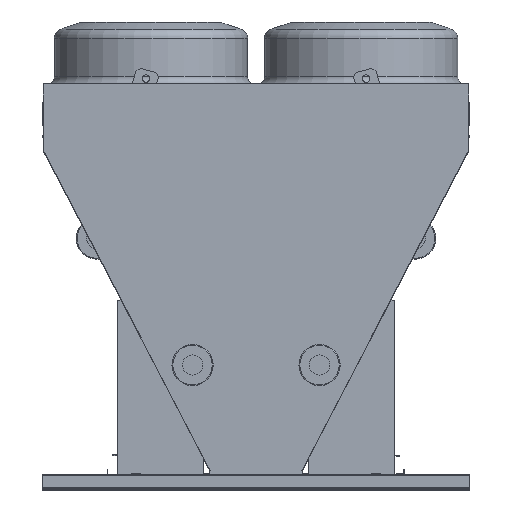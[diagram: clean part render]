
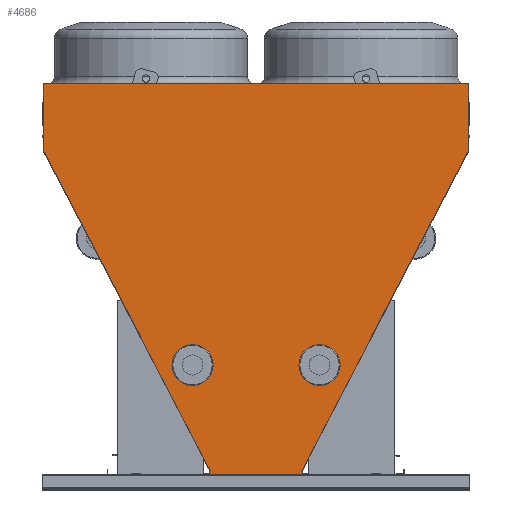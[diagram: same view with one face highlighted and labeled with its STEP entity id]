
A CAD part, top view. The second image highlights one B-rep face of the part: STEP entity #4686.
In plain terms, the highlighted planar face has unit normal (0, 0, 1).
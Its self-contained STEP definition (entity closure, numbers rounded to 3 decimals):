
#34 = DIRECTION ( 'NONE',  ( 0., 1., 0. ) ) ;
#72 = CARTESIAN_POINT ( 'NONE',  ( -1127.739, 1711.053, 0. ) ) ;
#81 = EDGE_CURVE ( 'NONE', #2116, #1018, #4422, .T. ) ;
#95 = DIRECTION ( 'NONE',  ( 0., 0., -1. ) ) ;
#99 = VERTEX_POINT ( 'NONE', #11447 ) ;
#141 = VERTEX_POINT ( 'NONE', #12760 ) ;
#262 = DIRECTION ( 'NONE',  ( 0., -1., 0. ) ) ;
#354 = VECTOR ( 'NONE', #807, 1000. ) ;
#362 = DIRECTION ( 'NONE',  ( 0., -1., 0. ) ) ;
#441 = VECTOR ( 'NONE', #9901, 1000. ) ;
#718 = CARTESIAN_POINT ( 'NONE',  ( 279.893, 1.482, 0. ) ) ;
#801 = EDGE_CURVE ( 'NONE', #99, #14432, #3637, .T. ) ;
#807 = DIRECTION ( 'NONE',  ( 0.462, 0.887, 0. ) ) ;
#836 = ORIENTED_EDGE ( 'NONE', *, *, #10557, .T. ) ;
#925 = EDGE_CURVE ( 'NONE', #4631, #5835, #3223, .T. ) ;
#1018 = VERTEX_POINT ( 'NONE', #7878 ) ;
#1030 = VERTEX_POINT ( 'NONE', #12785 ) ;
#1049 = ORIENTED_EDGE ( 'NONE', *, *, #11977, .T. ) ;
#1129 = CARTESIAN_POINT ( 'NONE',  ( -1136.282, 2083.62, 0. ) ) ;
#1498 = VECTOR ( 'NONE', #14774, 1000. ) ;
#1570 = DIRECTION ( 'NONE',  ( -0.461, -0.887, 0. ) ) ;
#1869 = EDGE_CURVE ( 'NONE', #141, #99, #9575, .T. ) ;
#1924 = VECTOR ( 'NONE', #4587, 1000. ) ;
#1972 = ORIENTED_EDGE ( 'NONE', *, *, #10951, .T. ) ;
#2019 = CARTESIAN_POINT ( 'NONE',  ( 246.893, 1.482, 0. ) ) ;
#2110 = EDGE_CURVE ( 'NONE', #9632, #15257, #4382, .T. ) ;
#2116 = VERTEX_POINT ( 'NONE', #13775 ) ;
#2127 = ORIENTED_EDGE ( 'NONE', *, *, #7928, .T. ) ;
#2152 = DIRECTION ( 'NONE',  ( 0., -1., 0. ) ) ;
#2215 = CARTESIAN_POINT ( 'NONE',  ( -246.893, 17.358, 0. ) ) ;
#2490 = VECTOR ( 'NONE', #262, 1000. ) ;
#2596 = LINE ( 'NONE', #10665, #15150 ) ;
#2850 = ORIENTED_EDGE ( 'NONE', *, *, #2946, .T. ) ;
#2946 = EDGE_CURVE ( 'NONE', #12329, #7591, #4961, .T. ) ;
#3005 = VECTOR ( 'NONE', #34, 1000. ) ;
#3223 = LINE ( 'NONE', #13624, #2490 ) ;
#3302 = EDGE_CURVE ( 'NONE', #5835, #141, #7854, .T. ) ;
#3391 = EDGE_CURVE ( 'NONE', #8312, #15601, #2596, .T. ) ;
#3405 = VECTOR ( 'NONE', #9639, 1000. ) ;
#3406 = EDGE_CURVE ( 'NONE', #15601, #4631, #5138, .T. ) ;
#3417 = DIRECTION ( 'NONE',  ( 0.887, -0.462, 0. ) ) ;
#3469 = CARTESIAN_POINT ( 'NONE',  ( 1127.607, 1711.053, 0. ) ) ;
#3548 = AXIS2_PLACEMENT_3D ( 'NONE', #12161, #95, #14597 ) ;
#3615 = DIRECTION ( 'NONE',  ( 1., 0., 0. ) ) ;
#3637 = LINE ( 'NONE', #718, #441 ) ;
#3809 = EDGE_CURVE ( 'NONE', #10403, #7690, #10066, .T. ) ;
#4126 = VECTOR ( 'NONE', #3615, 1000. ) ;
#4195 = CARTESIAN_POINT ( 'NONE',  ( -1136.282, 2083.62, 0. ) ) ;
#4382 = LINE ( 'NONE', #15297, #4793 ) ;
#4422 = LINE ( 'NONE', #15271, #13690 ) ;
#4426 = ORIENTED_EDGE ( 'NONE', *, *, #3809, .T. ) ;
#4429 = CARTESIAN_POINT ( 'NONE',  ( -1127.739, 1711.053, 0. ) ) ;
#4587 = DIRECTION ( 'NONE',  ( 0.887, 0.462, 0. ) ) ;
#4631 = VERTEX_POINT ( 'NONE', #14182 ) ;
#4686 = ADVANCED_FACE ( 'NONE', ( #13208 ), #6146, .F. ) ;
#4793 = VECTOR ( 'NONE', #6579, 1000. ) ;
#4961 = LINE ( 'NONE', #9709, #11024 ) ;
#5138 = LINE ( 'NONE', #7149, #14763 ) ;
#5146 = CARTESIAN_POINT ( 'NONE',  ( 245.39, 20.232, 0. ) ) ;
#5340 = EDGE_LOOP ( 'NONE', ( #2850, #836, #2127, #13693, #5668, #9778, #11889, #7030, #8740, #12207, #15504, #7224, #8137, #14844, #5622, #4426, #1972, #1049 ) ) ;
#5622 = ORIENTED_EDGE ( 'NONE', *, *, #5766, .T. ) ;
#5668 = ORIENTED_EDGE ( 'NONE', *, *, #8767, .T. ) ;
#5766 = EDGE_CURVE ( 'NONE', #15257, #10403, #8347, .T. ) ;
#5767 = LINE ( 'NONE', #9466, #14999 ) ;
#5810 = CARTESIAN_POINT ( 'NONE',  ( 1136.15, 2083.62, 0. ) ) ;
#5835 = VERTEX_POINT ( 'NONE', #13845 ) ;
#6113 = VECTOR ( 'NONE', #8813, 1000. ) ;
#6146 = PLANE ( 'NONE',  #3548 ) ;
#6179 = CARTESIAN_POINT ( 'NONE',  ( -246.893, 17.358, 0. ) ) ;
#6210 = CARTESIAN_POINT ( 'NONE',  ( -246.893, 1.482, 0. ) ) ;
#6385 = CARTESIAN_POINT ( 'NONE',  ( 1126.218, 1711.776, 0. ) ) ;
#6579 = DIRECTION ( 'NONE',  ( 0.462, 0.887, 0. ) ) ;
#6710 = LINE ( 'NONE', #15043, #3405 ) ;
#7030 = ORIENTED_EDGE ( 'NONE', *, *, #925, .T. ) ;
#7149 = CARTESIAN_POINT ( 'NONE',  ( -279.893, 1.482, 0. ) ) ;
#7224 = ORIENTED_EDGE ( 'NONE', *, *, #13661, .T. ) ;
#7591 = VERTEX_POINT ( 'NONE', #11496 ) ;
#7617 = EDGE_CURVE ( 'NONE', #1030, #9632, #5767, .T. ) ;
#7632 = VECTOR ( 'NONE', #12457, 1000. ) ;
#7685 = LINE ( 'NONE', #6179, #13636 ) ;
#7690 = VERTEX_POINT ( 'NONE', #11195 ) ;
#7854 = LINE ( 'NONE', #9792, #4126 ) ;
#7878 = CARTESIAN_POINT ( 'NONE',  ( -245.403, 20.223, 0. ) ) ;
#7928 = EDGE_CURVE ( 'NONE', #12615, #2116, #14801, .T. ) ;
#7977 = VECTOR ( 'NONE', #3417, 1000. ) ;
#8083 = CARTESIAN_POINT ( 'NONE',  ( 1136.15, 2083.62, 0. ) ) ;
#8137 = ORIENTED_EDGE ( 'NONE', *, *, #7617, .T. ) ;
#8312 = VERTEX_POINT ( 'NONE', #2215 ) ;
#8347 = LINE ( 'NONE', #3469, #7977 ) ;
#8740 = ORIENTED_EDGE ( 'NONE', *, *, #3302, .T. ) ;
#8767 = EDGE_CURVE ( 'NONE', #1018, #8312, #7685, .T. ) ;
#8813 = DIRECTION ( 'NONE',  ( 0., 1., 0. ) ) ;
#9190 = CARTESIAN_POINT ( 'NONE',  ( 1127.607, 1711.053, 0. ) ) ;
#9374 = LINE ( 'NONE', #5810, #6113 ) ;
#9466 = CARTESIAN_POINT ( 'NONE',  ( 246.893, 17.358, 0. ) ) ;
#9575 = LINE ( 'NONE', #12660, #3005 ) ;
#9632 = VERTEX_POINT ( 'NONE', #5146 ) ;
#9639 = DIRECTION ( 'NONE',  ( 0.462, -0.887, 0. ) ) ;
#9709 = CARTESIAN_POINT ( 'NONE',  ( -1136.282, 1727.462, 0. ) ) ;
#9778 = ORIENTED_EDGE ( 'NONE', *, *, #3391, .T. ) ;
#9792 = CARTESIAN_POINT ( 'NONE',  ( 279.893, 0., 0. ) ) ;
#9901 = DIRECTION ( 'NONE',  ( -1., 0., 0. ) ) ;
#10066 = LINE ( 'NONE', #11382, #354 ) ;
#10240 = DIRECTION ( 'NONE',  ( -0.463, 0.886, 0. ) ) ;
#10403 = VERTEX_POINT ( 'NONE', #9190 ) ;
#10439 = LINE ( 'NONE', #12461, #7632 ) ;
#10557 = EDGE_CURVE ( 'NONE', #7591, #12615, #6710, .T. ) ;
#10665 = CARTESIAN_POINT ( 'NONE',  ( -246.893, 17.358, 0. ) ) ;
#10951 = EDGE_CURVE ( 'NONE', #7690, #12416, #9374, .T. ) ;
#11024 = VECTOR ( 'NONE', #362, 1000. ) ;
#11160 = DIRECTION ( 'NONE',  ( 0.462, -0.887, 0. ) ) ;
#11195 = CARTESIAN_POINT ( 'NONE',  ( 1136.15, 1727.462, 0. ) ) ;
#11200 = LINE ( 'NONE', #1129, #1498 ) ;
#11382 = CARTESIAN_POINT ( 'NONE',  ( 1127.607, 1711.053, 0. ) ) ;
#11447 = CARTESIAN_POINT ( 'NONE',  ( 279.893, 1.482, 0. ) ) ;
#11496 = CARTESIAN_POINT ( 'NONE',  ( -1136.282, 1727.462, 0. ) ) ;
#11889 = ORIENTED_EDGE ( 'NONE', *, *, #3406, .T. ) ;
#11977 = EDGE_CURVE ( 'NONE', #12416, #12329, #11200, .T. ) ;
#12161 = CARTESIAN_POINT ( 'NONE',  ( 0., 0., 0. ) ) ;
#12207 = ORIENTED_EDGE ( 'NONE', *, *, #1869, .T. ) ;
#12329 = VERTEX_POINT ( 'NONE', #4195 ) ;
#12416 = VERTEX_POINT ( 'NONE', #8083 ) ;
#12457 = DIRECTION ( 'NONE',  ( 0., 1., 0. ) ) ;
#12461 = CARTESIAN_POINT ( 'NONE',  ( 246.893, 17.358, 0. ) ) ;
#12615 = VERTEX_POINT ( 'NONE', #72 ) ;
#12660 = CARTESIAN_POINT ( 'NONE',  ( 279.893, 0., 0. ) ) ;
#12760 = CARTESIAN_POINT ( 'NONE',  ( 279.893, 0., 0. ) ) ;
#12785 = CARTESIAN_POINT ( 'NONE',  ( 246.893, 17.358, 0. ) ) ;
#13208 = FACE_OUTER_BOUND ( 'NONE', #5340, .T. ) ;
#13624 = CARTESIAN_POINT ( 'NONE',  ( -279.893, 0., 0. ) ) ;
#13636 = VECTOR ( 'NONE', #1570, 1000. ) ;
#13661 = EDGE_CURVE ( 'NONE', #14432, #1030, #10439, .T. ) ;
#13690 = VECTOR ( 'NONE', #11160, 1000. ) ;
#13693 = ORIENTED_EDGE ( 'NONE', *, *, #81, .T. ) ;
#13775 = CARTESIAN_POINT ( 'NONE',  ( -1126.246, 1711.83, 0. ) ) ;
#13845 = CARTESIAN_POINT ( 'NONE',  ( -279.893, 0., 0. ) ) ;
#14182 = CARTESIAN_POINT ( 'NONE',  ( -279.893, 1.482, 0. ) ) ;
#14432 = VERTEX_POINT ( 'NONE', #2019 ) ;
#14597 = DIRECTION ( 'NONE',  ( -1., 0., 0. ) ) ;
#14763 = VECTOR ( 'NONE', #15580, 1000. ) ;
#14774 = DIRECTION ( 'NONE',  ( -1., 0., 0. ) ) ;
#14801 = LINE ( 'NONE', #4429, #1924 ) ;
#14844 = ORIENTED_EDGE ( 'NONE', *, *, #2110, .T. ) ;
#14999 = VECTOR ( 'NONE', #10240, 1000. ) ;
#15043 = CARTESIAN_POINT ( 'NONE',  ( -1127.739, 1711.053, 0. ) ) ;
#15150 = VECTOR ( 'NONE', #2152, 1000. ) ;
#15257 = VERTEX_POINT ( 'NONE', #6385 ) ;
#15271 = CARTESIAN_POINT ( 'NONE',  ( -245.403, 20.223, 0. ) ) ;
#15297 = CARTESIAN_POINT ( 'NONE',  ( 245.39, 20.232, 0. ) ) ;
#15504 = ORIENTED_EDGE ( 'NONE', *, *, #801, .T. ) ;
#15580 = DIRECTION ( 'NONE',  ( -1., 0., 0. ) ) ;
#15601 = VERTEX_POINT ( 'NONE', #6210 ) ;
